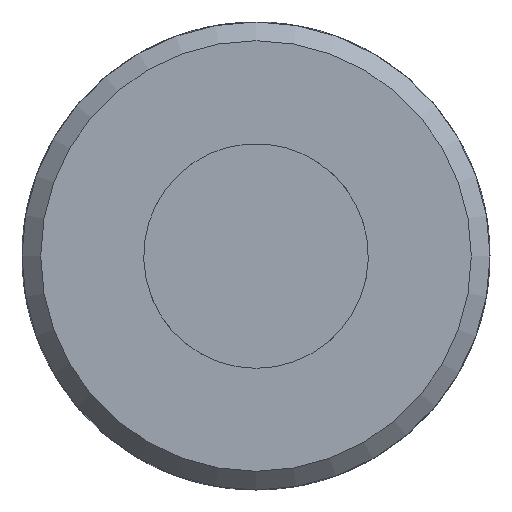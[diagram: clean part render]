
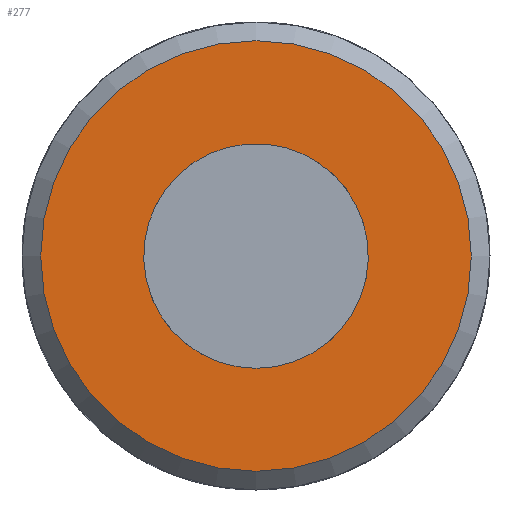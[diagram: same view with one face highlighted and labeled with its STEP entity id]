
A CAD part, left-side view. The second image highlights one B-rep face of the part: STEP entity #277.
In plain terms, the highlighted planar face has unit normal (-1, 0, 0).
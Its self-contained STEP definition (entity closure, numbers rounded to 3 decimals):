
#277 = ADVANCED_FACE( '', ( #553, #554 ), #555, .F. );
#553 = FACE_OUTER_BOUND( '', #833, .T. );
#554 = FACE_BOUND( '', #834, .T. );
#555 = PLANE( '', #835 );
#833 = EDGE_LOOP( '', ( #1303 ) );
#834 = EDGE_LOOP( '', ( #1304 ) );
#835 = AXIS2_PLACEMENT_3D( '', #1305, #1306, #1307 );
#1303 = ORIENTED_EDGE( '', *, *, #1590, .F. );
#1304 = ORIENTED_EDGE( '', *, *, #1612, .T. );
#1305 = CARTESIAN_POINT( '', ( 0., 0., 0. ) );
#1306 = DIRECTION( '', ( 1., 0., 0. ) );
#1307 = DIRECTION( '', ( 0., 0., -1. ) );
#1590 = EDGE_CURVE( '', #1859, #1859, #1860, .T. );
#1612 = EDGE_CURVE( '', #1893, #1893, #1894, .T. );
#1859 = VERTEX_POINT( '', #2464 );
#1860 = CIRCLE( '', #2465, 11.5 );
#1893 = VERTEX_POINT( '', #2557 );
#1894 = CIRCLE( '', #2558, 6. );
#2464 = CARTESIAN_POINT( '', ( 0., 0., -11.5 ) );
#2465 = AXIS2_PLACEMENT_3D( '', #3453, #3454, #3455 );
#2557 = CARTESIAN_POINT( '', ( 0., 0., -6. ) );
#2558 = AXIS2_PLACEMENT_3D( '', #3474, #3475, #3476 );
#3453 = CARTESIAN_POINT( '', ( 0., 0., 0. ) );
#3454 = DIRECTION( '', ( 1., 0., 0. ) );
#3455 = DIRECTION( '', ( 0., 0., -1. ) );
#3474 = CARTESIAN_POINT( '', ( 0., 0., 0. ) );
#3475 = DIRECTION( '', ( 1., 0., 0. ) );
#3476 = DIRECTION( '', ( 0., 0., -1. ) );
